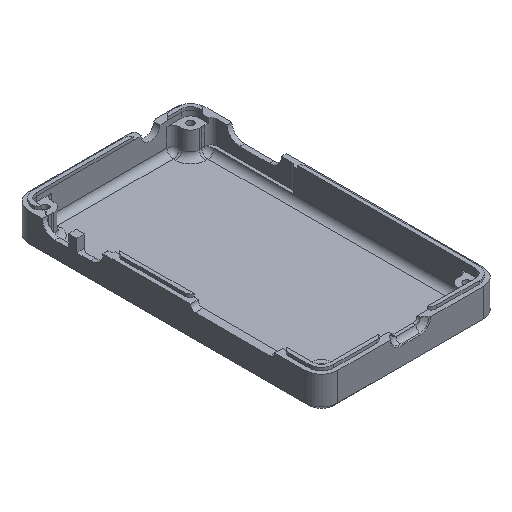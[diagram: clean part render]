
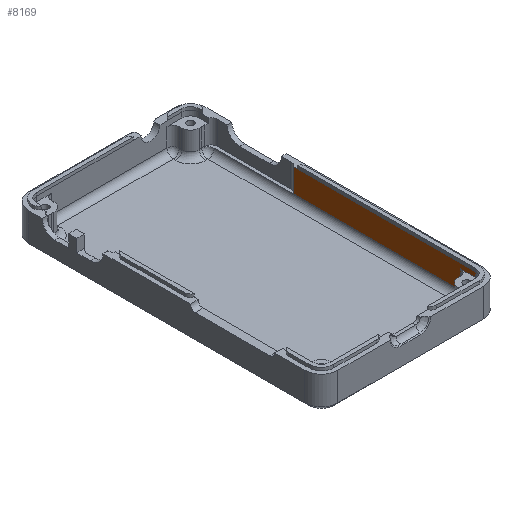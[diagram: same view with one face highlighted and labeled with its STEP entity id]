
A CAD part, isometric view. The second image highlights one B-rep face of the part: STEP entity #8169.
In plain terms, the highlighted planar face has unit normal (-1, 0, 0).
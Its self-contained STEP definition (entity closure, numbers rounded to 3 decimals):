
#2481 = CYLINDRICAL_SURFACE('',#2482,2.);
#2482 = AXIS2_PLACEMENT_3D('',#2483,#2484,#2485);
#2483 = CARTESIAN_POINT('',(24.2,-39.675,-7.6));
#2484 = DIRECTION('',(0.,1.,0.));
#2485 = DIRECTION('',(1.,0.,0.));
#3269 = PLANE('',#3270);
#3270 = AXIS2_PLACEMENT_3D('',#3271,#3272,#3273);
#3271 = CARTESIAN_POINT('',(0.,0.,
    0.));
#3272 = DIRECTION('',(0.,0.,1.));
#3273 = DIRECTION('',(1.,0.,0.));
#3297 = CYLINDRICAL_SURFACE('',#3298,2.);
#3298 = AXIS2_PLACEMENT_3D('',#3299,#3300,#3301);
#3299 = CARTESIAN_POINT('',(25.2,15.957,0.));
#3300 = DIRECTION('',(0.,0.,1.));
#3301 = DIRECTION('',(1.,0.,0.));
#5217 = VERTEX_POINT('',#5218);
#5218 = CARTESIAN_POINT('',(26.2,-39.675,-7.6));
#5294 = VERTEX_POINT('',#5295);
#5295 = CARTESIAN_POINT('',(26.2,14.225,-7.6));
#5316 = EDGE_CURVE('',#5217,#5294,#5317,.T.);
#5317 = SURFACE_CURVE('',#5318,(#5322,#5329),.PCURVE_S1.);
#5318 = LINE('',#5319,#5320);
#5319 = CARTESIAN_POINT('',(26.2,-39.675,-7.6));
#5320 = VECTOR('',#5321,1.);
#5321 = DIRECTION('',(0.,1.,0.));
#5322 = PCURVE('',#2481,#5323);
#5323 = DEFINITIONAL_REPRESENTATION('',(#5324),#5328);
#5324 = LINE('',#5325,#5326);
#5325 = CARTESIAN_POINT('',(0.,0.));
#5326 = VECTOR('',#5327,1.);
#5327 = DIRECTION('',(0.,1.));
#5328 = ( GEOMETRIC_REPRESENTATION_CONTEXT(2) 
PARAMETRIC_REPRESENTATION_CONTEXT() REPRESENTATION_CONTEXT('2D SPACE',''
  ) );
#5329 = PCURVE('',#5330,#5335);
#5330 = PLANE('',#5331);
#5331 = AXIS2_PLACEMENT_3D('',#5332,#5333,#5334);
#5332 = CARTESIAN_POINT('',(26.2,44.475,0.));
#5333 = DIRECTION('',(1.,0.,0.));
#5334 = DIRECTION('',(0.,0.,-1.));
#5335 = DEFINITIONAL_REPRESENTATION('',(#5336),#5340);
#5336 = LINE('',#5337,#5338);
#5337 = CARTESIAN_POINT('',(7.6,-84.15));
#5338 = VECTOR('',#5339,1.);
#5339 = DIRECTION('',(0.,1.));
#5340 = ( GEOMETRIC_REPRESENTATION_CONTEXT(2) 
PARAMETRIC_REPRESENTATION_CONTEXT() REPRESENTATION_CONTEXT('2D SPACE',''
  ) );
#6168 = VERTEX_POINT('',#6169);
#6169 = CARTESIAN_POINT('',(26.2,14.225,0.));
#6191 = EDGE_CURVE('',#6192,#6168,#6194,.T.);
#6192 = VERTEX_POINT('',#6193);
#6193 = CARTESIAN_POINT('',(26.2,12.918,0.));
#6194 = SURFACE_CURVE('',#6195,(#6199,#6206),.PCURVE_S1.);
#6195 = LINE('',#6196,#6197);
#6196 = CARTESIAN_POINT('',(26.2,44.475,0.));
#6197 = VECTOR('',#6198,1.);
#6198 = DIRECTION('',(0.,1.,0.));
#6199 = PCURVE('',#3269,#6200);
#6200 = DEFINITIONAL_REPRESENTATION('',(#6201),#6205);
#6201 = LINE('',#6202,#6203);
#6202 = CARTESIAN_POINT('',(26.2,44.475));
#6203 = VECTOR('',#6204,1.);
#6204 = DIRECTION('',(0.,1.));
#6205 = ( GEOMETRIC_REPRESENTATION_CONTEXT(2) 
PARAMETRIC_REPRESENTATION_CONTEXT() REPRESENTATION_CONTEXT('2D SPACE',''
  ) );
#6206 = PCURVE('',#5330,#6207);
#6207 = DEFINITIONAL_REPRESENTATION('',(#6208),#6212);
#6208 = LINE('',#6209,#6210);
#6209 = CARTESIAN_POINT('',(0.,0.));
#6210 = VECTOR('',#6211,1.);
#6211 = DIRECTION('',(0.,1.));
#6212 = ( GEOMETRIC_REPRESENTATION_CONTEXT(2) 
PARAMETRIC_REPRESENTATION_CONTEXT() REPRESENTATION_CONTEXT('2D SPACE',''
  ) );
#6416 = EDGE_CURVE('',#6168,#5294,#6417,.T.);
#6417 = SURFACE_CURVE('',#6418,(#6422,#6429),.PCURVE_S1.);
#6418 = LINE('',#6419,#6420);
#6419 = CARTESIAN_POINT('',(26.2,14.225,0.));
#6420 = VECTOR('',#6421,1.);
#6421 = DIRECTION('',(-0.,-0.,-1.));
#6422 = PCURVE('',#3297,#6423);
#6423 = DEFINITIONAL_REPRESENTATION('',(#6424),#6428);
#6424 = LINE('',#6425,#6426);
#6425 = CARTESIAN_POINT('',(5.236,0.));
#6426 = VECTOR('',#6427,1.);
#6427 = DIRECTION('',(0.,-1.));
#6428 = ( GEOMETRIC_REPRESENTATION_CONTEXT(2) 
PARAMETRIC_REPRESENTATION_CONTEXT() REPRESENTATION_CONTEXT('2D SPACE',''
  ) );
#6429 = PCURVE('',#5330,#6430);
#6430 = DEFINITIONAL_REPRESENTATION('',(#6431),#6435);
#6431 = LINE('',#6432,#6433);
#6432 = CARTESIAN_POINT('',(0.,-30.25));
#6433 = VECTOR('',#6434,1.);
#6434 = DIRECTION('',(1.,0.));
#6435 = ( GEOMETRIC_REPRESENTATION_CONTEXT(2) 
PARAMETRIC_REPRESENTATION_CONTEXT() REPRESENTATION_CONTEXT('2D SPACE',''
  ) );
#8157 = CYLINDRICAL_SURFACE('',#8158,2.);
#8158 = AXIS2_PLACEMENT_3D('',#8159,#8160,#8161);
#8159 = CARTESIAN_POINT('',(24.2,-39.675,-9.6));
#8160 = DIRECTION('',(-0.,-0.,-1.));
#8161 = DIRECTION('',(1.,0.,0.));
#8169 = ADVANCED_FACE('',(#8170),#5330,.F.);
#8170 = FACE_BOUND('',#8171,.F.);
#8171 = EDGE_LOOP('',(#8172,#8195,#8196,#8197,#8198,#8226,#8254));
#8172 = ORIENTED_EDGE('',*,*,#8173,.F.);
#8173 = EDGE_CURVE('',#5217,#8174,#8176,.T.);
#8174 = VERTEX_POINT('',#8175);
#8175 = CARTESIAN_POINT('',(26.2,-39.675,-1.6));
#8176 = SURFACE_CURVE('',#8177,(#8181,#8188),.PCURVE_S1.);
#8177 = LINE('',#8178,#8179);
#8178 = CARTESIAN_POINT('',(26.2,-39.675,-9.6));
#8179 = VECTOR('',#8180,1.);
#8180 = DIRECTION('',(0.,0.,1.));
#8181 = PCURVE('',#5330,#8182);
#8182 = DEFINITIONAL_REPRESENTATION('',(#8183),#8187);
#8183 = LINE('',#8184,#8185);
#8184 = CARTESIAN_POINT('',(9.6,-84.15));
#8185 = VECTOR('',#8186,1.);
#8186 = DIRECTION('',(-1.,0.));
#8187 = ( GEOMETRIC_REPRESENTATION_CONTEXT(2) 
PARAMETRIC_REPRESENTATION_CONTEXT() REPRESENTATION_CONTEXT('2D SPACE',''
  ) );
#8188 = PCURVE('',#8157,#8189);
#8189 = DEFINITIONAL_REPRESENTATION('',(#8190),#8194);
#8190 = LINE('',#8191,#8192);
#8191 = CARTESIAN_POINT('',(-6.283,0.));
#8192 = VECTOR('',#8193,1.);
#8193 = DIRECTION('',(-0.,-1.));
#8194 = ( GEOMETRIC_REPRESENTATION_CONTEXT(2) 
PARAMETRIC_REPRESENTATION_CONTEXT() REPRESENTATION_CONTEXT('2D SPACE',''
  ) );
#8195 = ORIENTED_EDGE('',*,*,#5316,.T.);
#8196 = ORIENTED_EDGE('',*,*,#6416,.F.);
#8197 = ORIENTED_EDGE('',*,*,#6191,.F.);
#8198 = ORIENTED_EDGE('',*,*,#8199,.F.);
#8199 = EDGE_CURVE('',#8200,#6192,#8202,.T.);
#8200 = VERTEX_POINT('',#8201);
#8201 = CARTESIAN_POINT('',(26.2,-44.475,0.));
#8202 = SURFACE_CURVE('',#8203,(#8207,#8214),.PCURVE_S1.);
#8203 = LINE('',#8204,#8205);
#8204 = CARTESIAN_POINT('',(26.2,44.475,0.));
#8205 = VECTOR('',#8206,1.);
#8206 = DIRECTION('',(0.,1.,0.));
#8207 = PCURVE('',#5330,#8208);
#8208 = DEFINITIONAL_REPRESENTATION('',(#8209),#8213);
#8209 = LINE('',#8210,#8211);
#8210 = CARTESIAN_POINT('',(0.,0.));
#8211 = VECTOR('',#8212,1.);
#8212 = DIRECTION('',(0.,1.));
#8213 = ( GEOMETRIC_REPRESENTATION_CONTEXT(2) 
PARAMETRIC_REPRESENTATION_CONTEXT() REPRESENTATION_CONTEXT('2D SPACE',''
  ) );
#8214 = PCURVE('',#8215,#8220);
#8215 = PLANE('',#8216);
#8216 = AXIS2_PLACEMENT_3D('',#8217,#8218,#8219);
#8217 = CARTESIAN_POINT('',(26.2,12.918,0.));
#8218 = DIRECTION('',(1.,0.,0.));
#8219 = DIRECTION('',(0.,-1.,0.));
#8220 = DEFINITIONAL_REPRESENTATION('',(#8221),#8225);
#8221 = LINE('',#8222,#8223);
#8222 = CARTESIAN_POINT('',(-31.557,0.));
#8223 = VECTOR('',#8224,1.);
#8224 = DIRECTION('',(-1.,0.));
#8225 = ( GEOMETRIC_REPRESENTATION_CONTEXT(2) 
PARAMETRIC_REPRESENTATION_CONTEXT() REPRESENTATION_CONTEXT('2D SPACE',''
  ) );
#8226 = ORIENTED_EDGE('',*,*,#8227,.F.);
#8227 = EDGE_CURVE('',#8228,#8200,#8230,.T.);
#8228 = VERTEX_POINT('',#8229);
#8229 = CARTESIAN_POINT('',(26.2,-44.475,-1.6));
#8230 = SURFACE_CURVE('',#8231,(#8235,#8242),.PCURVE_S1.);
#8231 = LINE('',#8232,#8233);
#8232 = CARTESIAN_POINT('',(26.2,-44.475,0.));
#8233 = VECTOR('',#8234,1.);
#8234 = DIRECTION('',(0.,0.,1.));
#8235 = PCURVE('',#5330,#8236);
#8236 = DEFINITIONAL_REPRESENTATION('',(#8237),#8241);
#8237 = LINE('',#8238,#8239);
#8238 = CARTESIAN_POINT('',(0.,-88.95));
#8239 = VECTOR('',#8240,1.);
#8240 = DIRECTION('',(-1.,0.));
#8241 = ( GEOMETRIC_REPRESENTATION_CONTEXT(2) 
PARAMETRIC_REPRESENTATION_CONTEXT() REPRESENTATION_CONTEXT('2D SPACE',''
  ) );
#8242 = PCURVE('',#8243,#8248);
#8243 = CYLINDRICAL_SURFACE('',#8244,2.8);
#8244 = AXIS2_PLACEMENT_3D('',#8245,#8246,#8247);
#8245 = CARTESIAN_POINT('',(23.4,-44.475,0.));
#8246 = DIRECTION('',(0.,0.,1.));
#8247 = DIRECTION('',(1.,0.,0.));
#8248 = DEFINITIONAL_REPRESENTATION('',(#8249),#8253);
#8249 = LINE('',#8250,#8251);
#8250 = CARTESIAN_POINT('',(6.283,0.));
#8251 = VECTOR('',#8252,1.);
#8252 = DIRECTION('',(0.,1.));
#8253 = ( GEOMETRIC_REPRESENTATION_CONTEXT(2) 
PARAMETRIC_REPRESENTATION_CONTEXT() REPRESENTATION_CONTEXT('2D SPACE',''
  ) );
#8254 = ORIENTED_EDGE('',*,*,#8255,.T.);
#8255 = EDGE_CURVE('',#8228,#8174,#8256,.T.);
#8256 = SURFACE_CURVE('',#8257,(#8261,#8268),.PCURVE_S1.);
#8257 = LINE('',#8258,#8259);
#8258 = CARTESIAN_POINT('',(26.2,-44.475,-1.6));
#8259 = VECTOR('',#8260,1.);
#8260 = DIRECTION('',(0.,1.,0.));
#8261 = PCURVE('',#5330,#8262);
#8262 = DEFINITIONAL_REPRESENTATION('',(#8263),#8267);
#8263 = LINE('',#8264,#8265);
#8264 = CARTESIAN_POINT('',(1.6,-88.95));
#8265 = VECTOR('',#8266,1.);
#8266 = DIRECTION('',(0.,1.));
#8267 = ( GEOMETRIC_REPRESENTATION_CONTEXT(2) 
PARAMETRIC_REPRESENTATION_CONTEXT() REPRESENTATION_CONTEXT('2D SPACE',''
  ) );
#8268 = PCURVE('',#8269,#8274);
#8269 = PLANE('',#8270);
#8270 = AXIS2_PLACEMENT_3D('',#8271,#8272,#8273);
#8271 = CARTESIAN_POINT('',(0.,0.,-1.6));
#8272 = DIRECTION('',(0.,0.,1.));
#8273 = DIRECTION('',(0.,1.,0.));
#8274 = DEFINITIONAL_REPRESENTATION('',(#8275),#8279);
#8275 = LINE('',#8276,#8277);
#8276 = CARTESIAN_POINT('',(-44.475,-26.2));
#8277 = VECTOR('',#8278,1.);
#8278 = DIRECTION('',(1.,0.));
#8279 = ( GEOMETRIC_REPRESENTATION_CONTEXT(2) 
PARAMETRIC_REPRESENTATION_CONTEXT() REPRESENTATION_CONTEXT('2D SPACE',''
  ) );
